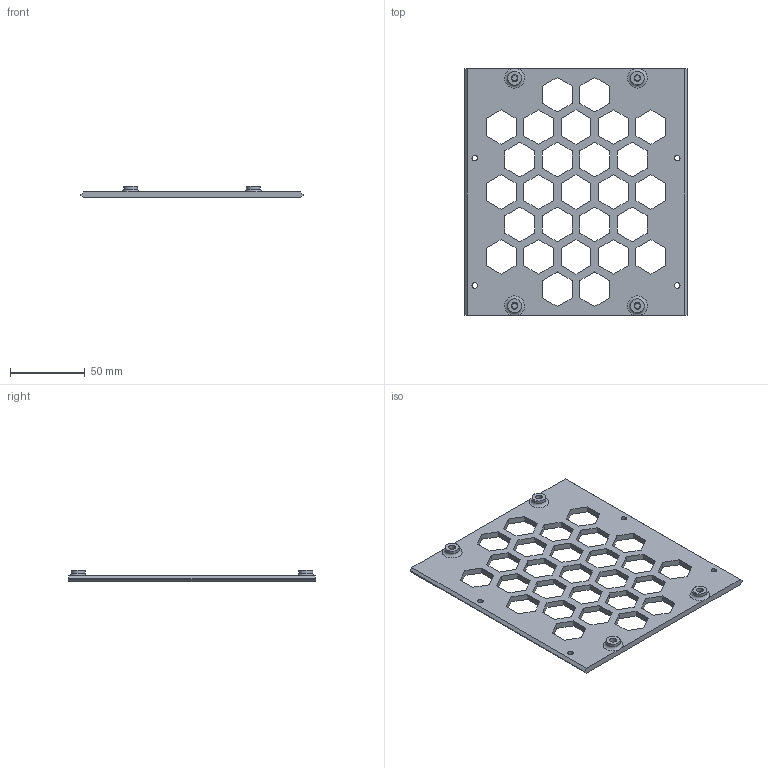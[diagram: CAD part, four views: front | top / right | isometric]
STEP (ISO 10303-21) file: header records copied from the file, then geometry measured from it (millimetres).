
FILE_DESCRIPTION(/* description */ (''),/* implementation_level */ '2;1');
FILE_NAME(/* name */ 'MKS Monster8 v1.step',/* time_stamp */ '2022-11-28T07:02:38-06:00',/* author */ (''),/* organization */ (''),/* preprocessor_version */ 'ST-DEVELOPER v19.2',/* originating_system */ 'Autodesk Translation Framework v11.17.0.187',/* authorisation */ '');
FILE_SCHEMA (('AUTOMOTIVE_DESIGN { 1 0 10303 214 3 1 1 }'));
Length unit declared in the file: millimetre
Products named in the file (2): MKS Monster8; HSI
Assembly tree (1 placements, depth 2):
  MKS Monster8
    HSI
Bounding box: 148.6 x 164.85 x 8 mm (x, y, z)
Volume: 60219.5 mm3; surface area: 40324.5 mm2
Topology: 1 solids, 1 shells, 196 faces, 570 edges, 380 vertices
Faces by surface type: plane 180, cylinder 8, torus 4, cone 4
Full cylindrical faces by diameter (mm): 3.6 x4, 9.15 x1, 9.3 x3
Entity records: 6579 total; most frequent: CARTESIAN_POINT 1185, ORIENTED_EDGE 1140, DIRECTION 1004, EDGE_CURVE 570, LINE 526, VECTOR 526, VERTEX_POINT 380, EDGE_LOOP 262
